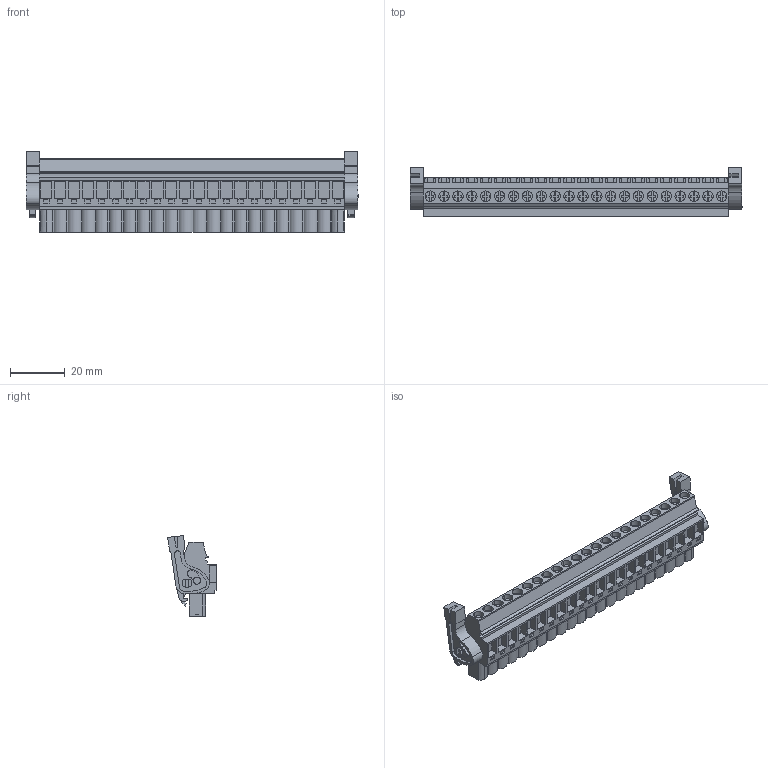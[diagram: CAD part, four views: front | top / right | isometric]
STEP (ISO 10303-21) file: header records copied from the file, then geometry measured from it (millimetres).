
FILE_DESCRIPTION(('CATIA V5 STEP','CAx-IF Rec.Pracs.--- Model Styling and Organization---1.2---2011-12-15'),'2;1');
FILE_NAME ('D1460111_0_1947730000_1947730000.stp','2017-09-09T10:42:04+00:00',('none'),('Weidmueller'),'CATIA Version 5-6 Release 2014','CATIA V5 STEP AP214','none');
FILE_SCHEMA(('AUTOMOTIVE_DESIGN { 1 0 10303 214 1 1 1 1 }'));
Length unit declared in the file: millimetre
Products named in the file (1): 1947730000
Bounding box: 121.46 x 17.88 x 29.56 mm (x, y, z)
Volume: 26536.2 mm3; surface area: 16410.6 mm2
Topology: 25 solids, 25 shells, 1556 faces, 4360 edges, 2953 vertices
Faces by surface type: plane 1284, cylinder 268, extrusion 4
Entity records: 46932 total; most frequent: CARTESIAN_POINT 9027, ORIENTED_EDGE 8720, DIRECTION 6254, EDGE_CURVE 4360, VECTOR 3712, LINE 3708, VERTEX_POINT 2953, EDGE_LOOP 1665
